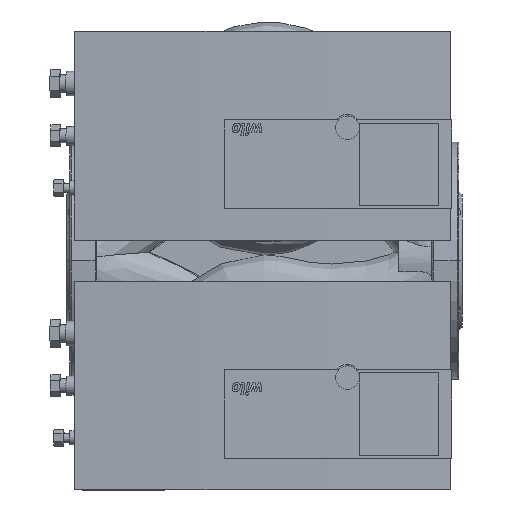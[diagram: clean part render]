
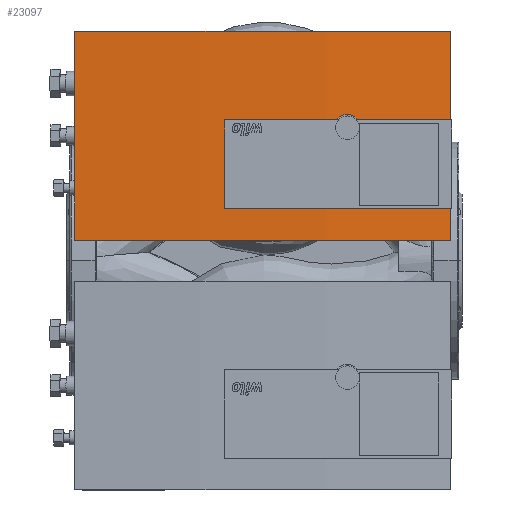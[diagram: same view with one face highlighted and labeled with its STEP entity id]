
A CAD part, front view. The second image highlights one B-rep face of the part: STEP entity #23097.
In plain terms, the highlighted cylindrical face has radius 1767.86 mm (diameter 3535.72 mm), a partial arc.
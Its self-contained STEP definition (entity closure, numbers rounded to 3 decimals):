
#22999=CARTESIAN_POINT('',(5.,-245.,145.0));
#23000=VERTEX_POINT('',#22999);
#23017=CARTESIAN_POINT('',(5.,-245.,13.0));
#23018=VERTEX_POINT('',#23017);
#23025=CARTESIAN_POINT('',(5.,-245.,13.0));
#23026=DIRECTION('',(0.0,0.0,1.0));
#23027=VECTOR('',#23026,132.0);
#23028=LINE('',#23025,#23027);
#23029=EDGE_CURVE('',#23018,#23000,#23028,.T.);
#23041=CARTESIAN_POINT('',(243.,-245.,145.0));
#23042=VERTEX_POINT('',#23041);
#23049=CARTESIAN_POINT('',(243.,-245.,13.0));
#23050=VERTEX_POINT('',#23049);
#23051=CARTESIAN_POINT('',(243.,-245.,13.0));
#23052=DIRECTION('',(0.0,0.0,1.0));
#23053=VECTOR('',#23052,132.0);
#23054=LINE('',#23051,#23053);
#23055=EDGE_CURVE('',#23050,#23042,#23054,.T.);
#23074=CARTESIAN_POINT('',(124.,1518.85,13.0));
#23075=DIRECTION('',(0.0,0.0,1.0));
#23076=DIRECTION('',(-0.067,-0.998,0.));
#23077=AXIS2_PLACEMENT_3D('',#23074,#23075,#23076);
#23078=CYLINDRICAL_SURFACE('',#23077,1767.86);
#23079=CARTESIAN_POINT('',(124.,1518.85,145.0));
#23080=DIRECTION('',(0.,0.,-1.));
#23081=DIRECTION('',(-0.067,-0.998,0.));
#23082=AXIS2_PLACEMENT_3D('',#23079,#23080,#23081);
#23083=CIRCLE('',#23082,1767.86);
#23084=EDGE_CURVE('',#23042,#23000,#23083,.T.);
#23085=ORIENTED_EDGE('',*,*,#23084,.T.);
#23086=ORIENTED_EDGE('',*,*,#23029,.F.);
#23087=CARTESIAN_POINT('',(124.,1518.85,13.0));
#23088=DIRECTION('',(0.,0.,1.));
#23089=DIRECTION('',(-0.067,-0.998,0.));
#23090=AXIS2_PLACEMENT_3D('',#23087,#23088,#23089);
#23091=CIRCLE('',#23090,1767.86);
#23092=EDGE_CURVE('',#23018,#23050,#23091,.T.);
#23093=ORIENTED_EDGE('',*,*,#23092,.T.);
#23094=ORIENTED_EDGE('',*,*,#23055,.T.);
#23095=EDGE_LOOP('',(#23085,#23086,#23093,#23094));
#23096=FACE_OUTER_BOUND('',#23095,.T.);
#23097=ADVANCED_FACE('',(#23096),#23078,.T.);
